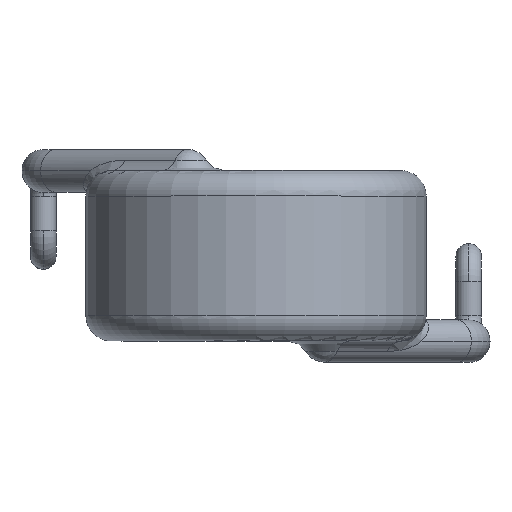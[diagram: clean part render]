
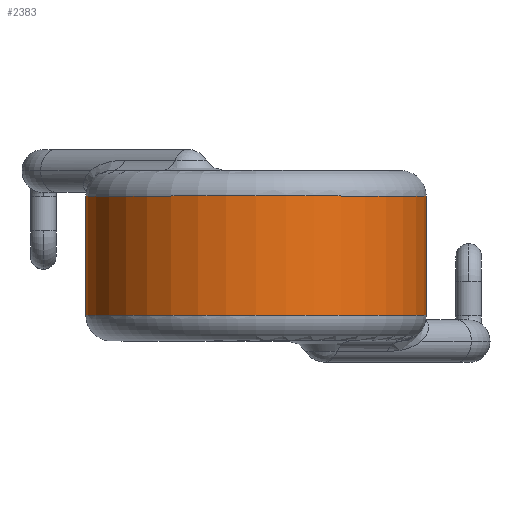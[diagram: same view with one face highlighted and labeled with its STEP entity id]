
A CAD part, top view. The second image highlights one B-rep face of the part: STEP entity #2383.
In plain terms, the highlighted cylindrical face has radius 4 mm (diameter 8 mm), a partial arc.
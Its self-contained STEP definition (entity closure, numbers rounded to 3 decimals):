
#913=CARTESIAN_POINT('',(4.0,-1.4,8.));
#914=VERTEX_POINT('',#913);
#915=CARTESIAN_POINT('',(4.0,1.4,8.0));
#916=VERTEX_POINT('',#915);
#917=CARTESIAN_POINT('',(4.0,-1.4,8.));
#918=DIRECTION('',(0.0,1.0,0.0));
#919=VECTOR('',#918,2.8);
#920=LINE('',#917,#919);
#921=EDGE_CURVE('',#914,#916,#920,.T.);
#955=CARTESIAN_POINT('',(-4.0,-1.4,8.0));
#956=VERTEX_POINT('',#955);
#964=CARTESIAN_POINT('',(-4.0,1.4,8.));
#965=VERTEX_POINT('',#964);
#966=CARTESIAN_POINT('',(-4.0,-1.4,8.0));
#967=DIRECTION('',(0.0,1.0,0.0));
#968=VECTOR('',#967,2.8);
#969=LINE('',#966,#968);
#970=EDGE_CURVE('',#956,#965,#969,.T.);
#1721=CARTESIAN_POINT('',(0.0,-1.4,8.));
#1722=DIRECTION('',(0.0,-1.0,0.0));
#1723=DIRECTION('',(-1.0,0.0,0.0));
#1724=AXIS2_PLACEMENT_3D('',#1721,#1722,#1723);
#1725=CIRCLE('',#1724,4.0);
#1726=EDGE_CURVE('',#914,#956,#1725,.T.);
#2297=CARTESIAN_POINT('',(0.0,1.4,8.0));
#2298=DIRECTION('',(0.0,1.0,0.0));
#2299=DIRECTION('',(-1.0,0.0,0.0));
#2300=AXIS2_PLACEMENT_3D('',#2297,#2298,#2299);
#2301=CIRCLE('',#2300,4.0);
#2302=EDGE_CURVE('',#965,#916,#2301,.T.);
#2372=CARTESIAN_POINT('',(0.0,2.5,8.0));
#2373=DIRECTION('',(0.0,-1.0,0.));
#2374=DIRECTION('',(1.0,0.0,0.0));
#2375=AXIS2_PLACEMENT_3D('',#2372,#2373,#2374);
#2376=CYLINDRICAL_SURFACE('',#2375,4.0);
#2377=ORIENTED_EDGE('',*,*,#921,.T.);
#2378=ORIENTED_EDGE('',*,*,#2302,.F.);
#2379=ORIENTED_EDGE('',*,*,#970,.F.);
#2380=ORIENTED_EDGE('',*,*,#1726,.F.);
#2381=EDGE_LOOP('',(#2377,#2378,#2379,#2380));
#2382=FACE_OUTER_BOUND('',#2381,.T.);
#2383=ADVANCED_FACE('',(#2382),#2376,.T.);
